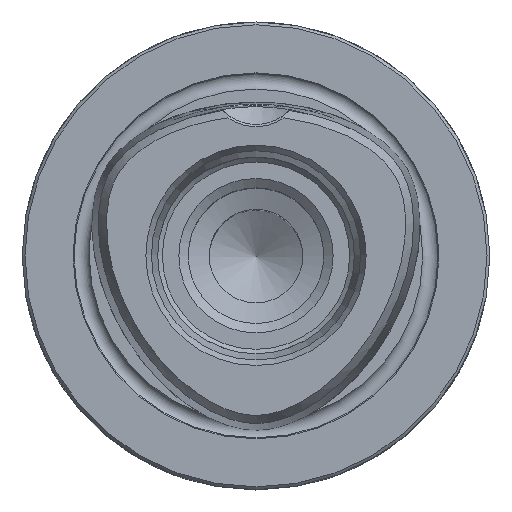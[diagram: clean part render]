
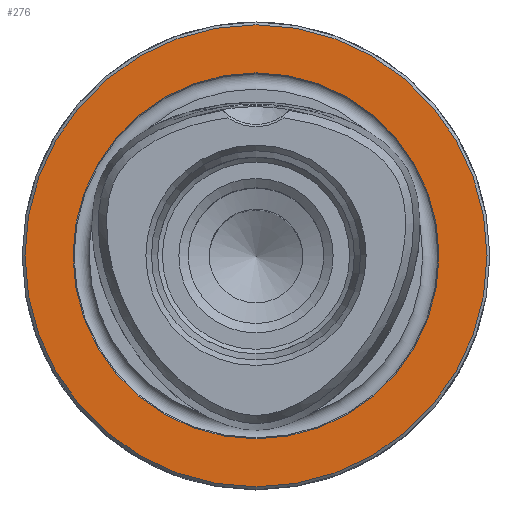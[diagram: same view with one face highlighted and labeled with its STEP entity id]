
A CAD part, top view. The second image highlights one B-rep face of the part: STEP entity #276.
In plain terms, the highlighted planar face has unit normal (0, 0, 1).
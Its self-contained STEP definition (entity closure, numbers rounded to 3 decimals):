
#276=ADVANCED_FACE('CU_E_LO_SU_1',(#394,#395),#346,.F.);
#346=PLANE('',#1186);
#394=FACE_BOUND('',#499,.T.);
#395=FACE_BOUND('',#500,.T.);
#499=EDGE_LOOP('',(#669));
#500=EDGE_LOOP('',(#670));
#669=ORIENTED_EDGE('',*,*,#1032,.F.);
#670=ORIENTED_EDGE('',*,*,#1031,.T.);
#922=VERTEX_POINT('',#7373);
#923=VERTEX_POINT('',#7376);
#1031=EDGE_CURVE('',#922,#922,#1115,.T.);
#1032=EDGE_CURVE('',#923,#923,#1116,.T.);
#1115=CIRCLE('',#1183,24.7);
#1116=CIRCLE('',#1185,19.564);
#1183=AXIS2_PLACEMENT_3D('',#7372,#1353,#1354);
#1185=AXIS2_PLACEMENT_3D('',#7375,#1357,#1358);
#1186=AXIS2_PLACEMENT_3D('',#7377,#1359,#1360);
#1353=DIRECTION('',(0.,0.,1.));
#1354=DIRECTION('',(-1.,0.,0.));
#1357=DIRECTION('',(0.,0.,1.));
#1358=DIRECTION('',(-1.,0.,0.));
#1359=DIRECTION('',(0.,0.,-1.));
#1360=DIRECTION('',(1.,0.,0.));
#7372=CARTESIAN_POINT('',(0.,0.,0.));
#7373=CARTESIAN_POINT('',(-24.7,0.,0.));
#7375=CARTESIAN_POINT('',(0.,0.,0.));
#7376=CARTESIAN_POINT('',(-19.564,0.,0.));
#7377=CARTESIAN_POINT('',(0.,24.7,0.));
